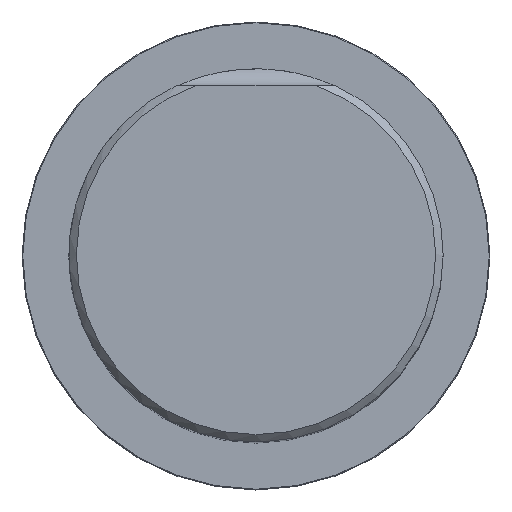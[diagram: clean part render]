
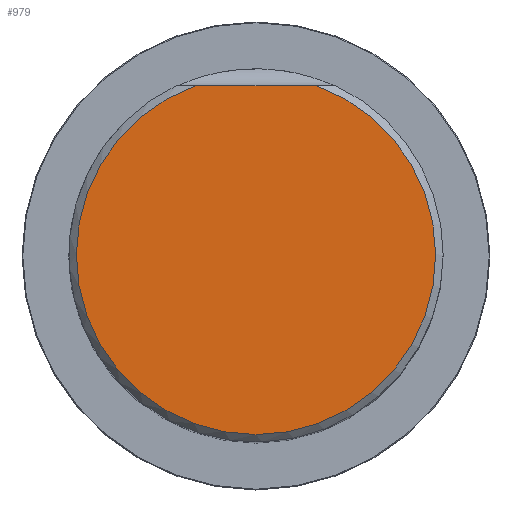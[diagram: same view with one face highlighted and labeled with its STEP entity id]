
A CAD part, top view. The second image highlights one B-rep face of the part: STEP entity #979.
In plain terms, the highlighted planar face has unit normal (0, 0, 1).
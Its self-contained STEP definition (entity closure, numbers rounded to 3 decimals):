
#201=PLANE('',#4983);
#428=LINE('',#7211,#681);
#681=VECTOR('',#5598,1.);
#979=ADVANCED_FACE('CU_SU_1',(#1312),#201,.T.);
#1312=FACE_OUTER_BOUND('',#1551,.T.);
#1551=EDGE_LOOP('',(#2259,#2260));
#1976=CIRCLE('',#4982,23.996);
#2259=ORIENTED_EDGE('',*,*,#4030,.F.);
#2260=ORIENTED_EDGE('',*,*,#4031,.F.);
#3547=VERTEX_POINT('',#7209);
#3548=VERTEX_POINT('',#7210);
#4030=EDGE_CURVE('',#3547,#3548,#1976,.T.);
#4031=EDGE_CURVE('',#3548,#3547,#428,.T.);
#4982=AXIS2_PLACEMENT_3D('',#7208,#5596,#5597);
#4983=AXIS2_PLACEMENT_3D('',#7212,#5599,#5600);
#5596=DIRECTION('',(0.,0.,-1.));
#5597=DIRECTION('',(1.,0.,0.));
#5598=DIRECTION('',(1.,0.,0.));
#5599=DIRECTION('',(0.,0.,1.));
#5600=DIRECTION('',(1.,0.,0.));
#7208=CARTESIAN_POINT('',(0.,0.,80.));
#7209=CARTESIAN_POINT('',(8.054,22.604,80.));
#7210=CARTESIAN_POINT('',(-8.054,22.604,80.));
#7211=CARTESIAN_POINT('',(-50.,22.604,80.));
#7212=CARTESIAN_POINT('',(0.,0.,80.));
